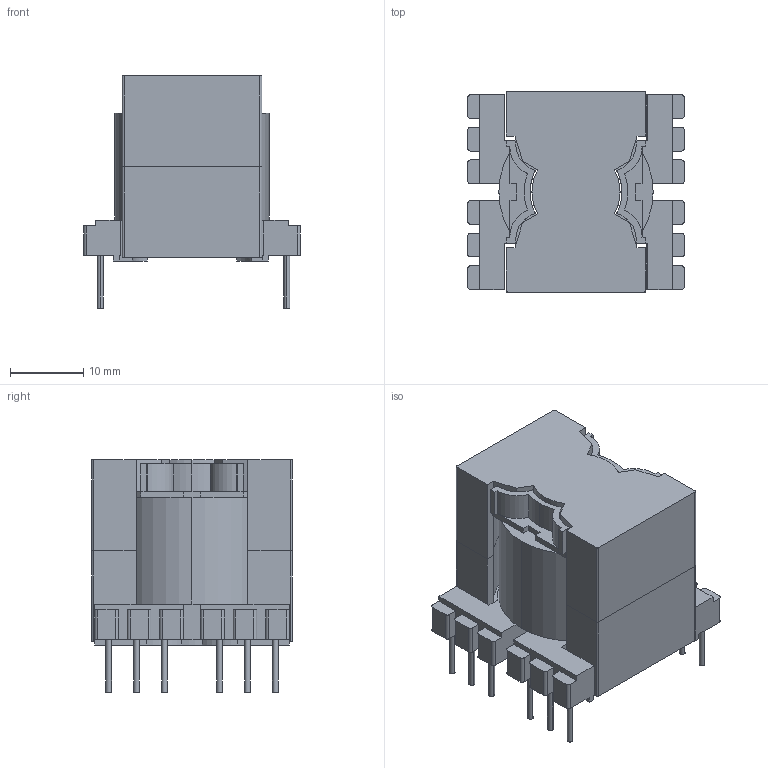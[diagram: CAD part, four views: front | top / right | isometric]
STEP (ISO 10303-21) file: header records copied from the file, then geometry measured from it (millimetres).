
FILE_DESCRIPTION(('STEP AP214'),'1');
FILE_NAME('PQ-26-25_6+6_tx.stp','2022-11-23T07:23:27',(' '),(' '),'Spatial InterOp 3D',' ',' ');
FILE_SCHEMA(('AUTOMOTIVE_DESIGN { 1 0 10303 214 1 1 1 1 }'));
Length unit declared in the file: metre
Products named in the file (4): PQ-26-25_6+6_tx; Bobbin; Core2; Winding
Assembly tree (4 placements, depth 2):
  PQ-26-25_6+6_tx
    Bobbin
    Core2  x2
    Winding
Bounding box: 29.5 x 27.3 x 31.62 mm (x, y, z)
Volume: 12822.6 mm3; surface area: 10943.3 mm2
Topology: 4 solids, 4 shells, 306 faces, 841 edges, 555 vertices
Faces by surface type: plane 192, cylinder 114
Entity records: 9166 total; most frequent: DIRECTION 1545, CARTESIAN_POINT 1534, ORIENTED_EDGE 1508, EDGE_CURVE 754, LINE 521, VECTOR 521, AXIS2_PLACEMENT_3D 512, VERTEX_POINT 501
